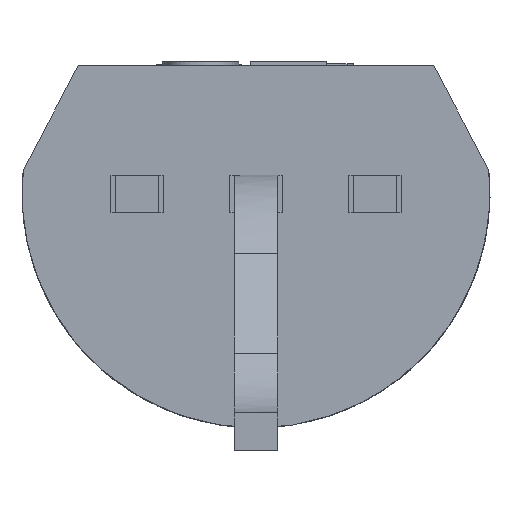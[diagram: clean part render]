
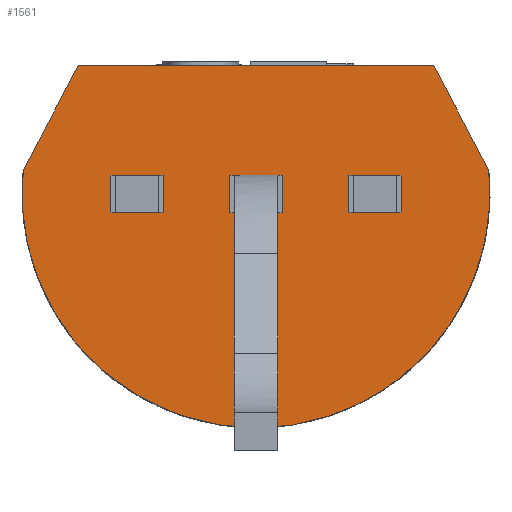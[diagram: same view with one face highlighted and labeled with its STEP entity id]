
A CAD part, front view. The second image highlights one B-rep face of the part: STEP entity #1561.
In plain terms, the highlighted planar face has unit normal (0, -1, 0).
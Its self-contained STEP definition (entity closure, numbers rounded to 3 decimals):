
#45=B_SPLINE_CURVE_WITH_KNOTS('',1,(#3590,#3591),.UNSPECIFIED.,.F.,.F.,
(2,2),(-3.8,0.),.UNSPECIFIED.);
#46=B_SPLINE_CURVE_WITH_KNOTS('',1,(#3592,#3593),.UNSPECIFIED.,.F.,.F.,
(2,2),(0.,1.265),.UNSPECIFIED.);
#47=B_SPLINE_CURVE_WITH_KNOTS('',1,(#3604,#3605),.UNSPECIFIED.,.F.,.F.,
(2,2),(-1.265,0.),.UNSPECIFIED.);
#453=PLANE('',#3316);
#1561=ADVANCED_FACE('',(#1654),#453,.T.);
#1654=FACE_OUTER_BOUND('',#1747,.T.);
#1747=EDGE_LOOP('',(#1850,#1851,#1852,#1853,#1854));
#1850=ORIENTED_EDGE('',*,*,#2294,.T.);
#1851=ORIENTED_EDGE('',*,*,#2295,.T.);
#1852=ORIENTED_EDGE('',*,*,#2296,.T.);
#1853=ORIENTED_EDGE('',*,*,#2297,.T.);
#1854=ORIENTED_EDGE('',*,*,#2298,.T.);
#2294=EDGE_CURVE('',#2774,#2775,#45,.T.);
#2295=EDGE_CURVE('',#2775,#2776,#46,.T.);
#2296=EDGE_CURVE('',#2776,#2777,#2738,.T.);
#2297=EDGE_CURVE('',#2777,#2778,#2739,.T.);
#2298=EDGE_CURVE('',#2778,#2774,#47,.T.);
#2738=(
BOUNDED_CURVE()
B_SPLINE_CURVE(2,(#3594,#3595,#3596,#3597,#3598),.UNSPECIFIED.,.F.,.F.)
B_SPLINE_CURVE_WITH_KNOTS((3,2,3),(-4.177,-2.089,
0.),.UNSPECIFIED.)
CURVE()
GEOMETRIC_REPRESENTATION_ITEM()
RATIONAL_B_SPLINE_CURVE((1.,0.914,1.,0.914,1.))
REPRESENTATION_ITEM('')
);
#2739=(
BOUNDED_CURVE()
B_SPLINE_CURVE(2,(#3599,#3600,#3601,#3602,#3603),.UNSPECIFIED.,.F.,.F.)
B_SPLINE_CURVE_WITH_KNOTS((3,2,3),(-4.177,-2.089,
0.),.UNSPECIFIED.)
CURVE()
GEOMETRIC_REPRESENTATION_ITEM()
RATIONAL_B_SPLINE_CURVE((1.,0.914,1.,0.914,1.))
REPRESENTATION_ITEM('')
);
#2774=VERTEX_POINT('',#3585);
#2775=VERTEX_POINT('',#3586);
#2776=VERTEX_POINT('',#3587);
#2777=VERTEX_POINT('',#3588);
#2778=VERTEX_POINT('',#3589);
#3316=AXIS2_PLACEMENT_3D('',#3584,#3408,$);
#3408=DIRECTION('',(0.,-1.,0.));
#3584=CARTESIAN_POINT('',(-3.119,3.5,1.758));
#3585=CARTESIAN_POINT('',(1.9,3.5,1.37));
#3586=CARTESIAN_POINT('',(-1.9,3.5,1.37));
#3587=CARTESIAN_POINT('',(-2.487,3.5,0.25));
#3588=CARTESIAN_POINT('',(0.,3.5,-2.5));
#3589=CARTESIAN_POINT('',(2.487,3.5,0.25));
#3590=CARTESIAN_POINT('',(1.9,3.5,1.37));
#3591=CARTESIAN_POINT('',(-1.9,3.5,1.37));
#3592=CARTESIAN_POINT('',(-1.9,3.5,1.37));
#3593=CARTESIAN_POINT('',(-2.487,3.5,0.25));
#3594=CARTESIAN_POINT('',(-2.487,3.5,0.25));
#3595=CARTESIAN_POINT('',(-2.598,3.5,-0.854));
#3596=CARTESIAN_POINT('',(-1.854,3.5,-1.677));
#3597=CARTESIAN_POINT('',(-1.11,3.5,-2.5));
#3598=CARTESIAN_POINT('',(0.,3.5,-2.5));
#3599=CARTESIAN_POINT('',(0.,3.5,-2.5));
#3600=CARTESIAN_POINT('',(1.11,3.5,-2.5));
#3601=CARTESIAN_POINT('',(1.854,3.5,-1.677));
#3602=CARTESIAN_POINT('',(2.598,3.5,-0.854));
#3603=CARTESIAN_POINT('',(2.487,3.5,0.25));
#3604=CARTESIAN_POINT('',(2.487,3.5,0.25));
#3605=CARTESIAN_POINT('',(1.9,3.5,1.37));
